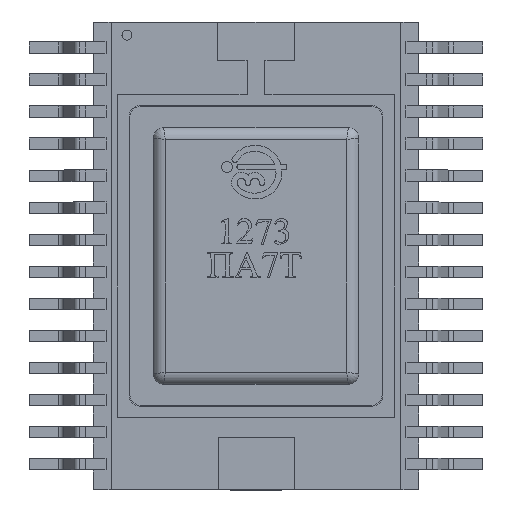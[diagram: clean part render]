
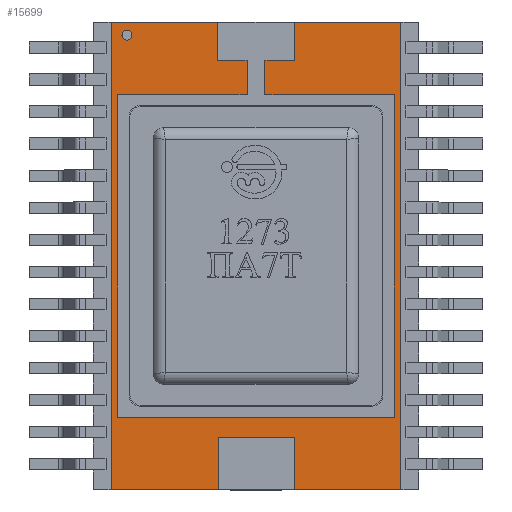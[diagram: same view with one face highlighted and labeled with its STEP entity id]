
A CAD part, top view. The second image highlights one B-rep face of the part: STEP entity #15699.
In plain terms, the highlighted planar face has unit normal (0, 0, 1).
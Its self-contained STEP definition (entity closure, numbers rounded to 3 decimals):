
#221=CIRCLE('',#16346,0.196);
#672=ORIENTED_EDGE('',*,*,#4141,.T.);
#673=ORIENTED_EDGE('',*,*,#4142,.T.);
#674=ORIENTED_EDGE('',*,*,#4143,.T.);
#675=ORIENTED_EDGE('',*,*,#4144,.T.);
#676=ORIENTED_EDGE('',*,*,#4145,.T.);
#677=ORIENTED_EDGE('',*,*,#4146,.F.);
#678=ORIENTED_EDGE('',*,*,#4147,.F.);
#679=ORIENTED_EDGE('',*,*,#4148,.T.);
#680=ORIENTED_EDGE('',*,*,#4149,.F.);
#681=ORIENTED_EDGE('',*,*,#4150,.F.);
#682=ORIENTED_EDGE('',*,*,#4151,.F.);
#683=ORIENTED_EDGE('',*,*,#4152,.F.);
#684=ORIENTED_EDGE('',*,*,#4153,.F.);
#685=ORIENTED_EDGE('',*,*,#4154,.T.);
#686=ORIENTED_EDGE('',*,*,#4155,.F.);
#687=ORIENTED_EDGE('',*,*,#4156,.F.);
#688=ORIENTED_EDGE('',*,*,#4157,.T.);
#689=ORIENTED_EDGE('',*,*,#4158,.T.);
#690=ORIENTED_EDGE('',*,*,#4159,.T.);
#691=ORIENTED_EDGE('',*,*,#4160,.F.);
#692=ORIENTED_EDGE('',*,*,#4161,.T.);
#4141=EDGE_CURVE('',#5875,#5875,#221,.T.);
#4142=EDGE_CURVE('',#5876,#5877,#6967,.T.);
#4143=EDGE_CURVE('',#5877,#5878,#6968,.T.);
#4144=EDGE_CURVE('',#5878,#5879,#6969,.T.);
#4145=EDGE_CURVE('',#5879,#5880,#6970,.T.);
#4146=EDGE_CURVE('',#5881,#5880,#6971,.T.);
#4147=EDGE_CURVE('',#5882,#5881,#6972,.T.);
#4148=EDGE_CURVE('',#5882,#5883,#6973,.T.);
#4149=EDGE_CURVE('',#5884,#5883,#6974,.T.);
#4150=EDGE_CURVE('',#5885,#5884,#6975,.T.);
#4151=EDGE_CURVE('',#5886,#5885,#6976,.T.);
#4152=EDGE_CURVE('',#5887,#5886,#6977,.T.);
#4153=EDGE_CURVE('',#5888,#5887,#6978,.T.);
#4154=EDGE_CURVE('',#5888,#5889,#6979,.T.);
#4155=EDGE_CURVE('',#5890,#5889,#6980,.T.);
#4156=EDGE_CURVE('',#5891,#5890,#6981,.T.);
#4157=EDGE_CURVE('',#5891,#5892,#6982,.T.);
#4158=EDGE_CURVE('',#5892,#5893,#6983,.T.);
#4159=EDGE_CURVE('',#5893,#5894,#6984,.T.);
#4160=EDGE_CURVE('',#5895,#5894,#6985,.T.);
#4161=EDGE_CURVE('',#5895,#5876,#6986,.T.);
#5875=VERTEX_POINT('',#20915);
#5876=VERTEX_POINT('',#20917);
#5877=VERTEX_POINT('',#20918);
#5878=VERTEX_POINT('',#20920);
#5879=VERTEX_POINT('',#20922);
#5880=VERTEX_POINT('',#20924);
#5881=VERTEX_POINT('',#20926);
#5882=VERTEX_POINT('',#20928);
#5883=VERTEX_POINT('',#20930);
#5884=VERTEX_POINT('',#20932);
#5885=VERTEX_POINT('',#20934);
#5886=VERTEX_POINT('',#20936);
#5887=VERTEX_POINT('',#20938);
#5888=VERTEX_POINT('',#20940);
#5889=VERTEX_POINT('',#20942);
#5890=VERTEX_POINT('',#20944);
#5891=VERTEX_POINT('',#20946);
#5892=VERTEX_POINT('',#20948);
#5893=VERTEX_POINT('',#20950);
#5894=VERTEX_POINT('',#20952);
#5895=VERTEX_POINT('',#20954);
#6967=LINE('',#20916,#8354);
#6968=LINE('',#20919,#8355);
#6969=LINE('',#20921,#8356);
#6970=LINE('',#20923,#8357);
#6971=LINE('',#20925,#8358);
#6972=LINE('',#20927,#8359);
#6973=LINE('',#20929,#8360);
#6974=LINE('',#20931,#8361);
#6975=LINE('',#20933,#8362);
#6976=LINE('',#20935,#8363);
#6977=LINE('',#20937,#8364);
#6978=LINE('',#20939,#8365);
#6979=LINE('',#20941,#8366);
#6980=LINE('',#20943,#8367);
#6981=LINE('',#20945,#8368);
#6982=LINE('',#20947,#8369);
#6983=LINE('',#20949,#8370);
#6984=LINE('',#20951,#8371);
#6985=LINE('',#20953,#8372);
#6986=LINE('',#20955,#8373);
#8354=VECTOR('',#17337,1000.);
#8355=VECTOR('',#17338,1000.);
#8356=VECTOR('',#17339,1000.);
#8357=VECTOR('',#17340,1000.);
#8358=VECTOR('',#17341,1000.);
#8359=VECTOR('',#17342,1000.);
#8360=VECTOR('',#17343,1000.);
#8361=VECTOR('',#17344,1000.);
#8362=VECTOR('',#17345,1000.);
#8363=VECTOR('',#17346,1000.);
#8364=VECTOR('',#17347,1000.);
#8365=VECTOR('',#17348,1000.);
#8366=VECTOR('',#17349,1000.);
#8367=VECTOR('',#17350,1000.);
#8368=VECTOR('',#17351,1000.);
#8369=VECTOR('',#17352,1000.);
#8370=VECTOR('',#17353,1000.);
#8371=VECTOR('',#17354,1000.);
#8372=VECTOR('',#17355,1000.);
#8373=VECTOR('',#17356,1000.);
#9675=EDGE_LOOP('',(#672));
#9676=EDGE_LOOP('',(#673,#674,#675,#676,#677,#678,#679,#680,#681,#682,#683,
#684,#685,#686,#687,#688,#689,#690,#691,#692));
#10310=FACE_BOUND('',#9675,.T.);
#10311=FACE_BOUND('',#9676,.T.);
#10935=PLANE('',#16345);
#15699=ADVANCED_FACE('',(#10310,#10311),#10935,.T.);
#16345=AXIS2_PLACEMENT_3D('',#20913,#17333,#17334);
#16346=AXIS2_PLACEMENT_3D('',#20914,#17335,#17336);
#17333=DIRECTION('',(0.,0.,1.));
#17334=DIRECTION('',(1.,0.,0.));
#17335=DIRECTION('',(0.,0.,-1.));
#17336=DIRECTION('',(-1.,0.,0.));
#17337=DIRECTION('',(0.,-1.,0.));
#17338=DIRECTION('',(1.,0.,0.));
#17339=DIRECTION('',(0.,1.,0.));
#17340=DIRECTION('',(-1.,0.,0.));
#17341=DIRECTION('',(0.,1.,0.));
#17342=DIRECTION('',(1.,0.,0.));
#17343=DIRECTION('',(0.,-1.,0.));
#17344=DIRECTION('',(-1.,0.,0.));
#17345=DIRECTION('',(0.,1.,0.));
#17346=DIRECTION('',(1.,0.,0.));
#17347=DIRECTION('',(0.,-1.,0.));
#17348=DIRECTION('',(-1.,0.,0.));
#17349=DIRECTION('',(0.,1.,0.));
#17350=DIRECTION('',(1.,0.,0.));
#17351=DIRECTION('',(0.,-1.,0.));
#17352=DIRECTION('',(-1.,0.,0.));
#17353=DIRECTION('',(0.,-1.,0.));
#17354=DIRECTION('',(1.,0.,0.));
#17355=DIRECTION('',(0.,-1.,0.));
#17356=DIRECTION('',(1.,0.,0.));
#20913=CARTESIAN_POINT('',(0.,0.,2.067));
#20914=CARTESIAN_POINT('',(-5.033,8.613,2.067));
#20915=CARTESIAN_POINT('',(-5.229,8.613,2.067));
#20916=CARTESIAN_POINT('',(1.515,-7.092,2.067));
#20917=CARTESIAN_POINT('',(1.515,-7.092,2.067));
#20918=CARTESIAN_POINT('',(1.515,-9.125,2.067));
#20919=CARTESIAN_POINT('',(-5.65,-9.125,2.067));
#20920=CARTESIAN_POINT('',(5.65,-9.125,2.067));
#20921=CARTESIAN_POINT('',(5.65,9.125,2.067));
#20922=CARTESIAN_POINT('',(5.65,9.125,2.067));
#20923=CARTESIAN_POINT('',(5.65,9.125,2.067));
#20924=CARTESIAN_POINT('',(1.5,9.125,2.067));
#20925=CARTESIAN_POINT('',(1.5,7.625,2.067));
#20926=CARTESIAN_POINT('',(1.5,7.625,2.067));
#20927=CARTESIAN_POINT('',(0.35,7.625,2.067));
#20928=CARTESIAN_POINT('',(0.35,7.625,2.067));
#20929=CARTESIAN_POINT('',(0.35,7.625,2.067));
#20930=CARTESIAN_POINT('',(0.35,6.293,2.067));
#20931=CARTESIAN_POINT('',(-0.35,6.293,2.067));
#20932=CARTESIAN_POINT('',(5.399,6.293,2.067));
#20933=CARTESIAN_POINT('',(5.399,-6.293,2.067));
#20934=CARTESIAN_POINT('',(5.399,-6.293,2.067));
#20935=CARTESIAN_POINT('',(-5.399,-6.293,2.067));
#20936=CARTESIAN_POINT('',(-5.399,-6.293,2.067));
#20937=CARTESIAN_POINT('',(-5.399,6.293,2.067));
#20938=CARTESIAN_POINT('',(-5.399,6.293,2.067));
#20939=CARTESIAN_POINT('',(-0.35,6.293,2.067));
#20940=CARTESIAN_POINT('',(-0.35,6.293,2.067));
#20941=CARTESIAN_POINT('',(-0.35,6.293,2.067));
#20942=CARTESIAN_POINT('',(-0.35,7.625,2.067));
#20943=CARTESIAN_POINT('',(0.35,7.625,2.067));
#20944=CARTESIAN_POINT('',(-1.5,7.625,2.067));
#20945=CARTESIAN_POINT('',(-1.5,9.125,2.067));
#20946=CARTESIAN_POINT('',(-1.5,9.125,2.067));
#20947=CARTESIAN_POINT('',(5.65,9.125,2.067));
#20948=CARTESIAN_POINT('',(-5.65,9.125,2.067));
#20949=CARTESIAN_POINT('',(-5.65,9.125,2.067));
#20950=CARTESIAN_POINT('',(-5.65,-9.125,2.067));
#20951=CARTESIAN_POINT('',(-5.65,-9.125,2.067));
#20952=CARTESIAN_POINT('',(-1.468,-9.125,2.067));
#20953=CARTESIAN_POINT('',(-1.468,-9.125,2.067));
#20954=CARTESIAN_POINT('',(-1.468,-7.092,2.067));
#20955=CARTESIAN_POINT('',(-1.,-7.092,2.067));
